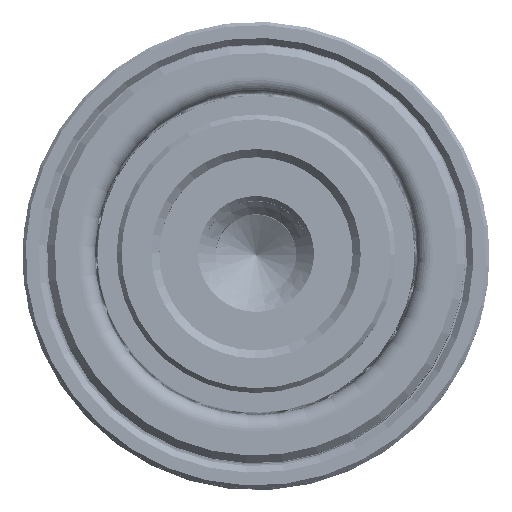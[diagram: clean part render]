
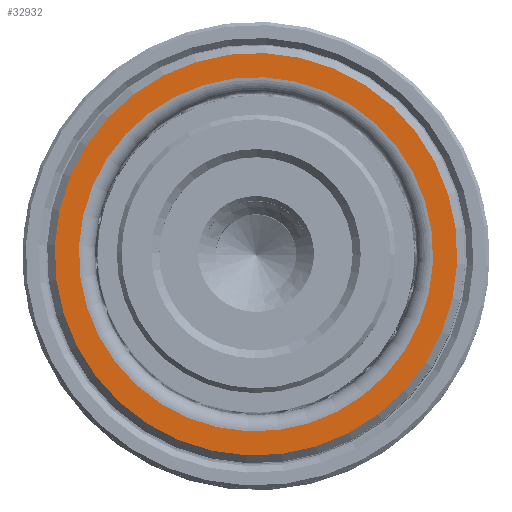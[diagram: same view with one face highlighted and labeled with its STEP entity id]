
A CAD part, top view. The second image highlights one B-rep face of the part: STEP entity #32932.
In plain terms, the highlighted planar face has unit normal (0, 0, 1).
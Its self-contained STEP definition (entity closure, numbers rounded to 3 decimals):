
#1703 = AXIS2_PLACEMENT_3D ( 'NONE', #2955, #23296, #5916 ) ;
#2242 = ORIENTED_EDGE ( 'NONE', *, *, #5892, .T. ) ;
#2572 = DIRECTION ( 'NONE',  ( 1., 0., 0. ) ) ;
#2785 = DIRECTION ( 'NONE',  ( 0., 0., -1. ) ) ;
#2955 = CARTESIAN_POINT ( 'NONE',  ( 0., 0., 40. ) ) ;
#4441 = VERTEX_POINT ( 'NONE', #8489 ) ;
#5892 = EDGE_CURVE ( 'NONE', #17082, #4441, #6722, .T. ) ;
#5916 = DIRECTION ( 'NONE',  ( 1., 0., 0. ) ) ;
#6492 = DIRECTION ( 'NONE',  ( 0., 0., 1. ) ) ;
#6722 = CIRCLE ( 'NONE', #14145, 12.5 ) ;
#7703 = EDGE_LOOP ( 'NONE', ( #31022, #14611 ) ) ;
#8363 = PLANE ( 'NONE',  #15050 ) ;
#8489 = CARTESIAN_POINT ( 'NONE',  ( -12.5, 0., 40. ) ) ;
#8722 = DIRECTION ( 'NONE',  ( 0., 0., -1. ) ) ;
#10760 = FACE_BOUND ( 'NONE', #7703, .T. ) ;
#10884 = CIRCLE ( 'NONE', #21188, 11. ) ;
#11072 = EDGE_CURVE ( 'NONE', #4441, #17082, #27394, .T. ) ;
#14145 = AXIS2_PLACEMENT_3D ( 'NONE', #23856, #6492, #26733 ) ;
#14255 = CARTESIAN_POINT ( 'NONE',  ( 0., 0., 40. ) ) ;
#14611 = ORIENTED_EDGE ( 'NONE', *, *, #23734, .T. ) ;
#15050 = AXIS2_PLACEMENT_3D ( 'NONE', #14255, #20035, #2572 ) ;
#15960 = ORIENTED_EDGE ( 'NONE', *, *, #11072, .T. ) ;
#17082 = VERTEX_POINT ( 'NONE', #22633 ) ;
#17394 = CARTESIAN_POINT ( 'NONE',  ( 11., 0., 40. ) ) ;
#20035 = DIRECTION ( 'NONE',  ( 0., 0., 1. ) ) ;
#20237 = CARTESIAN_POINT ( 'NONE',  ( 0., 0., 40. ) ) ;
#20863 = EDGE_CURVE ( 'NONE', #28943, #26030, #10884, .T. ) ;
#21188 = AXIS2_PLACEMENT_3D ( 'NONE', #20237, #2785, #23133 ) ;
#22633 = CARTESIAN_POINT ( 'NONE',  ( 12.5, 0., 40. ) ) ;
#23133 = DIRECTION ( 'NONE',  ( 1., 0., 0. ) ) ;
#23296 = DIRECTION ( 'NONE',  ( 0., 0., 1. ) ) ;
#23734 = EDGE_CURVE ( 'NONE', #26030, #28943, #36937, .T. ) ;
#23856 = CARTESIAN_POINT ( 'NONE',  ( 0., 0., 40. ) ) ;
#26030 = VERTEX_POINT ( 'NONE', #33433 ) ;
#26038 = CARTESIAN_POINT ( 'NONE',  ( 0., 0., 40. ) ) ;
#26092 = FACE_OUTER_BOUND ( 'NONE', #34153, .T. ) ;
#26733 = DIRECTION ( 'NONE',  ( 1., 0., 0. ) ) ;
#27394 = CIRCLE ( 'NONE', #1703, 12.5 ) ;
#28943 = VERTEX_POINT ( 'NONE', #17394 ) ;
#28949 = DIRECTION ( 'NONE',  ( 1., 0., 0. ) ) ;
#31022 = ORIENTED_EDGE ( 'NONE', *, *, #20863, .T. ) ;
#31118 = AXIS2_PLACEMENT_3D ( 'NONE', #26038, #8722, #28949 ) ;
#32932 = ADVANCED_FACE ( 'NONE', ( #10760, #26092 ), #8363, .T. ) ;
#33433 = CARTESIAN_POINT ( 'NONE',  ( -11., 0., 40. ) ) ;
#34153 = EDGE_LOOP ( 'NONE', ( #15960, #2242 ) ) ;
#36937 = CIRCLE ( 'NONE', #31118, 11. ) ;
